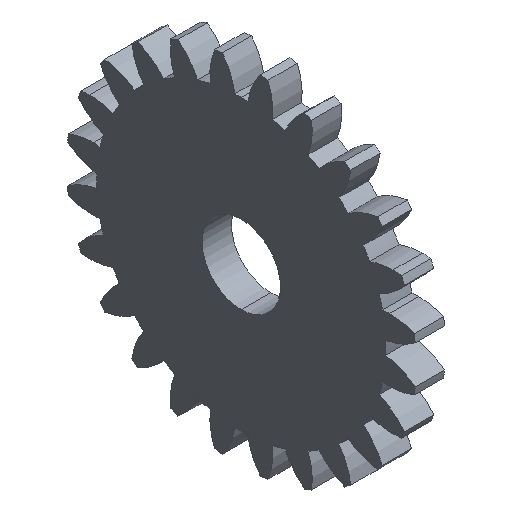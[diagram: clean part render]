
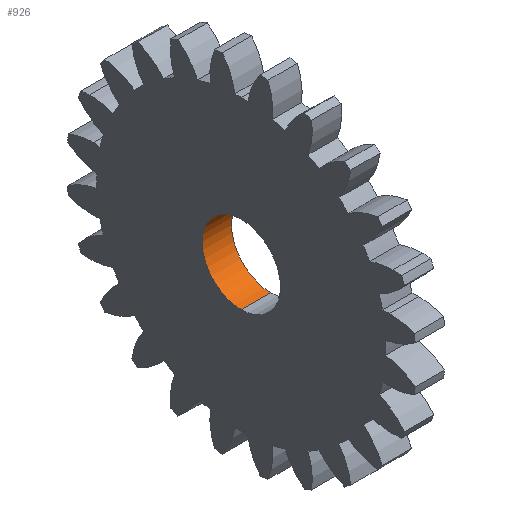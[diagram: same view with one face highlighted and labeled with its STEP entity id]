
A CAD part, isometric view. The second image highlights one B-rep face of the part: STEP entity #926.
In plain terms, the highlighted cylindrical face has radius 4 mm (diameter 8 mm), a partial arc.
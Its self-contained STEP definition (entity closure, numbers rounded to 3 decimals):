
#135 = EDGE_CURVE ( 'NONE', #1806, #3618, #3397, .T. ) ;
#141 = ORIENTED_EDGE ( 'NONE', *, *, #2328, .T. ) ;
#216 = VERTEX_POINT ( 'NONE', #1570 ) ;
#455 = CARTESIAN_POINT ( 'NONE',  ( 47.733, -5.724, -165.696 ) ) ;
#488 = DIRECTION ( 'NONE',  ( -1., 0., 0. ) ) ;
#505 = CYLINDRICAL_SURFACE ( 'NONE', #3171, 4. ) ;
#588 = FACE_OUTER_BOUND ( 'NONE', #2850, .T. ) ;
#773 = CARTESIAN_POINT ( 'NONE',  ( 47.733, -5.724, -161.696 ) ) ;
#926 = ADVANCED_FACE ( 'NONE', ( #588 ), #505, .F. ) ;
#967 = CARTESIAN_POINT ( 'NONE',  ( 47.733, -5.724, -157.696 ) ) ;
#1002 = ORIENTED_EDGE ( 'NONE', *, *, #135, .T. ) ;
#1193 = CIRCLE ( 'NONE', #1536, 4. ) ;
#1251 = DIRECTION ( 'NONE',  ( -1., 0., 0. ) ) ;
#1329 = DIRECTION ( 'NONE',  ( 0., 0., -1. ) ) ;
#1336 = DIRECTION ( 'NONE',  ( 0., 0., 1. ) ) ;
#1536 = AXIS2_PLACEMENT_3D ( 'NONE', #3469, #2624, #2340 ) ;
#1570 = CARTESIAN_POINT ( 'NONE',  ( 44.732, -5.724, -165.696 ) ) ;
#1806 = VERTEX_POINT ( 'NONE', #3378 ) ;
#1867 = VECTOR ( 'NONE', #3601, 1000. ) ;
#1877 = CARTESIAN_POINT ( 'NONE',  ( 44.732, -5.724, -161.696 ) ) ;
#1958 = EDGE_CURVE ( 'NONE', #2061, #1806, #1193, .T. ) ;
#2061 = VERTEX_POINT ( 'NONE', #3542 ) ;
#2328 = EDGE_CURVE ( 'NONE', #3618, #216, #2989, .T. ) ;
#2340 = DIRECTION ( 'NONE',  ( 0., 0., 1. ) ) ;
#2624 = DIRECTION ( 'NONE',  ( 1., 0., 0. ) ) ;
#2797 = ORIENTED_EDGE ( 'NONE', *, *, #3521, .F. ) ;
#2850 = EDGE_LOOP ( 'NONE', ( #2797, #3437, #1002, #141 ) ) ;
#2989 = CIRCLE ( 'NONE', #3060, 4. ) ;
#3006 = CARTESIAN_POINT ( 'NONE',  ( 44.732, -5.724, -157.696 ) ) ;
#3060 = AXIS2_PLACEMENT_3D ( 'NONE', #1877, #3581, #1329 ) ;
#3171 = AXIS2_PLACEMENT_3D ( 'NONE', #773, #488, #1336 ) ;
#3213 = LINE ( 'NONE', #455, #1867 ) ;
#3225 = VECTOR ( 'NONE', #1251, 1000. ) ;
#3378 = CARTESIAN_POINT ( 'NONE',  ( 47.732, -5.724, -157.696 ) ) ;
#3397 = LINE ( 'NONE', #967, #3225 ) ;
#3437 = ORIENTED_EDGE ( 'NONE', *, *, #1958, .T. ) ;
#3469 = CARTESIAN_POINT ( 'NONE',  ( 47.732, -5.724, -161.696 ) ) ;
#3521 = EDGE_CURVE ( 'NONE', #2061, #216, #3213, .T. ) ;
#3542 = CARTESIAN_POINT ( 'NONE',  ( 47.732, -5.724, -165.696 ) ) ;
#3581 = DIRECTION ( 'NONE',  ( -1., 0., 0. ) ) ;
#3601 = DIRECTION ( 'NONE',  ( -1., 0., 0. ) ) ;
#3618 = VERTEX_POINT ( 'NONE', #3006 ) ;
